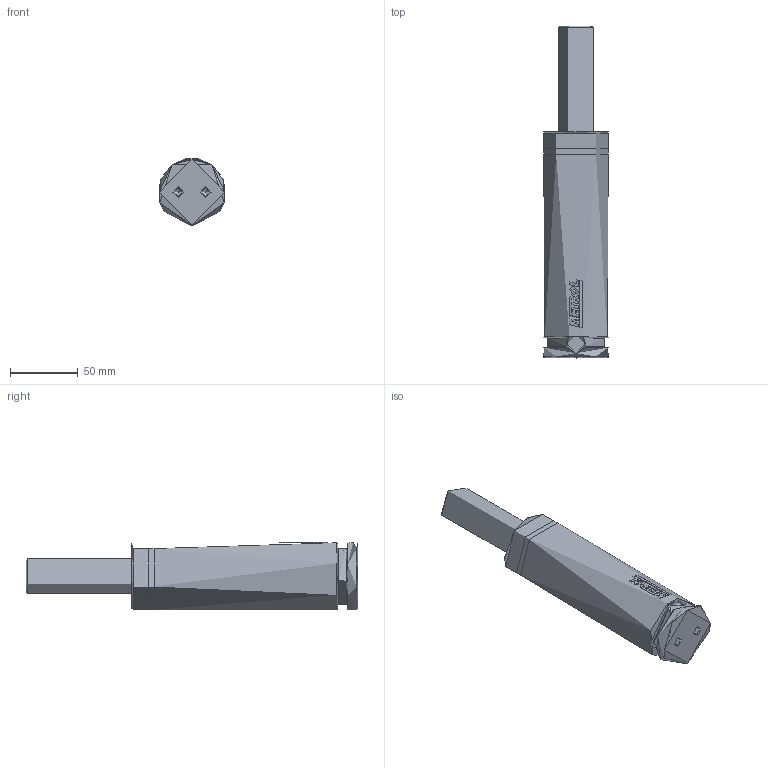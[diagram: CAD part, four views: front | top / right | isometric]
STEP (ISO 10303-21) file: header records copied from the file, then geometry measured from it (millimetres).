
FILE_DESCRIPTION (( 'STEP AP214' ), '1' );
FILE_NAME ('MX1000-075.step', '2019-03-19T17:05:55', ( '' ), ( '' ), 'SwSTEP 2.0', 'SolidWorks 2014', '' );
FILE_SCHEMA (( 'AUTOMOTIVE_DESIGN' ));
Length unit declared in the file: millimetre
Products named in the file (3): MX-1000 Piston_TX-1000-075; MX-1000 Body_TX-1000-075; MX1000-075
Assembly tree (2 placements, depth 2):
  MX1000-075
    MX-1000 Body_TX-1000-075
    MX-1000 Piston_TX-1000-075
Bounding box: 48.7 x 245 x 50.1 mm (x, y, z)
Volume: 293962.5 mm3; surface area: 56261.1 mm2
Topology: 7 solids, 7 shells, 105 faces, 253 edges, 165 vertices
Faces by surface type: bspline 40, plane 29, cylinder 22, torus 7, cone 7
Full cylindrical faces by diameter (mm): 5 x1, 6.8 x2, 14 x1, 28 x2, 35 x2, 50 x3
Entity records: 5541 total; most frequent: CARTESIAN_POINT 2678, ORIENTED_EDGE 452, DIRECTION 292, EDGE_CURVE 226, VERTEX_POINT 159, EDGE_LOOP 133, FACE_OUTER_BOUND 119, ADVANCED_FACE 105
